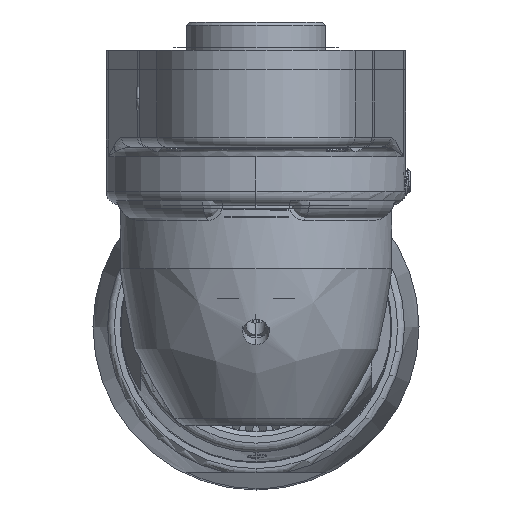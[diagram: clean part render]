
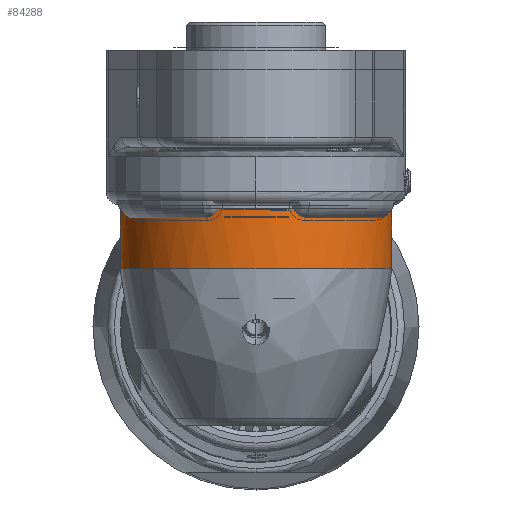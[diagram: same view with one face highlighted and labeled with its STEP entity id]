
A CAD part, left-side view. The second image highlights one B-rep face of the part: STEP entity #84288.
In plain terms, the highlighted cylindrical face has radius 22.32 mm (diameter 44.64 mm), a partial arc.
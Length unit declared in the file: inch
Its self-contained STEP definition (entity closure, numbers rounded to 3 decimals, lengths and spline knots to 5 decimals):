
#71170=CARTESIAN_POINT('',(-8.0847,0.,0.375));
#71171=DIRECTION('',(0.,0.,-1.));
#71172=DIRECTION('',(0.73,-0.683,0.));
#71173=AXIS2_PLACEMENT_3D('',#71170,#71171,#71172);
#80717=CARTESIAN_POINT('',(-7.44292,-0.60026,
0.375));
#80813=CARTESIAN_POINT('',(-7.44292,0.60026,
0.375));
#80831=CARTESIAN_POINT('',(-7.30382,0.40303,
0.63151));
#80832=CARTESIAN_POINT('',(-7.30831,0.41173,
0.62427));
#80833=CARTESIAN_POINT('',(-7.31777,0.42932,
0.60889));
#80834=CARTESIAN_POINT('',(-7.33296,0.45543,
0.58367));
#80835=CARTESIAN_POINT('',(-7.35042,0.48314,
0.55397));
#80836=CARTESIAN_POINT('',(-7.37067,0.51267,
0.5184));
#80837=CARTESIAN_POINT('',(-7.39423,0.54406,
0.47512));
#80838=CARTESIAN_POINT('',(-7.41974,0.5749,
0.42512));
#80839=CARTESIAN_POINT('',(-7.43533,0.59216,
0.39194));
#80840=CARTESIAN_POINT('',(-7.44292,0.60026,
0.375));
#80867=CARTESIAN_POINT('',(-7.44292,-0.60026,
0.375));
#80868=CARTESIAN_POINT('',(-7.43533,-0.59216,
0.39194));
#80869=CARTESIAN_POINT('',(-7.41974,-0.5749,
0.42512));
#80870=CARTESIAN_POINT('',(-7.39425,-0.54409,
0.47507));
#80871=CARTESIAN_POINT('',(-7.37068,-0.51269,
0.51837));
#80872=CARTESIAN_POINT('',(-7.35044,-0.48317,
0.55395));
#80873=CARTESIAN_POINT('',(-7.33298,-0.45545,
0.58365));
#80874=CARTESIAN_POINT('',(-7.31778,-0.42933,
0.60888));
#80875=CARTESIAN_POINT('',(-7.30832,-0.41173,
0.62427));
#80876=CARTESIAN_POINT('',(-7.30382,-0.40303,
0.63152));
#80930=DIRECTION('',(0.,0.,-1.));
#80931=VECTOR('',#80930,0.13299);
#80932=CARTESIAN_POINT('',(-7.30382,0.40303,0.7645));
#80933=LINE('',#80932,#80931);
#81086=DIRECTION('',(0.,0.,1.));
#81087=VECTOR('',#81086,0.13298);
#81088=CARTESIAN_POINT('',(-7.30382,-0.40303,
0.63152));
#81089=LINE('',#81088,#81087);
#81172=CARTESIAN_POINT('',(-8.0847,0.,0.7645));
#81173=DIRECTION('',(0.,0.,-1.));
#81174=DIRECTION('',(0.889,-0.459,0.));
#81175=AXIS2_PLACEMENT_3D('',#81172,#81173,#81174);
#83984=VERTEX_POINT('',#80717);
#83987=VERTEX_POINT('',#80813);
#83989=CARTESIAN_POINT('',(-7.30382,0.40303,
0.63151));
#83991=VERTEX_POINT('',#83989);
#84003=CARTESIAN_POINT('',(-7.30382,-0.40303,
0.63151));
#84004=VERTEX_POINT('',#84003);
#84036=CARTESIAN_POINT('',(-7.30382,-0.40303,0.7645));
#84037=CARTESIAN_POINT('',(-7.30382,0.40303,0.7645));
#84038=VERTEX_POINT('',#84036);
#84039=VERTEX_POINT('',#84037);
#84270=CARTESIAN_POINT('',(-8.0847,0.,1.252));
#84271=DIRECTION('',(0.,0.,-1.));
#84272=DIRECTION('',(1.,0.,0.));
#84273=AXIS2_PLACEMENT_3D('',#84270,#84271,#84272);
#84274=CYLINDRICAL_SURFACE('',#84273,0.87875);
#84276=ORIENTED_EDGE('',*,*,#84275,.F.);
#84278=ORIENTED_EDGE('',*,*,#84277,.F.);
#84280=ORIENTED_EDGE('',*,*,#84279,.F.);
#84281=ORIENTED_EDGE('',*,*,#84259,.T.);
#84283=ORIENTED_EDGE('',*,*,#84282,.F.);
#84285=ORIENTED_EDGE('',*,*,#84284,.F.);
#84286=EDGE_LOOP('',(#84276,#84278,#84280,#84281,#84283,#84285));
#84287=FACE_OUTER_BOUND('',#84286,.F.);
#84288=ADVANCED_FACE('',(#84287),#84274,.T.);
#71174=CIRCLE('',#71173,0.87875);
#80841=B_SPLINE_CURVE_WITH_KNOTS('',3,(#80831,#80832,#80833,#80834,#80835,
#80836,#80837,#80838,#80839,#80840),.UNSPECIFIED.,.F.,.F.,(4,1,1,1,1,1,1,4),(
0.,0.14286,0.28571,0.42857,0.57143,
0.71429,0.85714,1.),.UNSPECIFIED.);
#80877=B_SPLINE_CURVE_WITH_KNOTS('',3,(#80867,#80868,#80869,#80870,#80871,
#80872,#80873,#80874,#80875,#80876),.UNSPECIFIED.,.F.,.F.,(4,1,1,1,1,1,1,4),(
0.,0.14286,0.28571,0.42857,0.57143,
0.71429,0.85714,1.),.UNSPECIFIED.);
#81176=CIRCLE('',#81175,0.87875);
#84259=EDGE_CURVE('',#83984,#83987,#71174,.T.);
#84275=EDGE_CURVE('',#84038,#84039,#81176,.T.);
#84277=EDGE_CURVE('',#84004,#84038,#81089,.T.);
#84279=EDGE_CURVE('',#83984,#84004,#80877,.T.);
#84282=EDGE_CURVE('',#83991,#83987,#80841,.T.);
#84284=EDGE_CURVE('',#84039,#83991,#80933,.T.);
